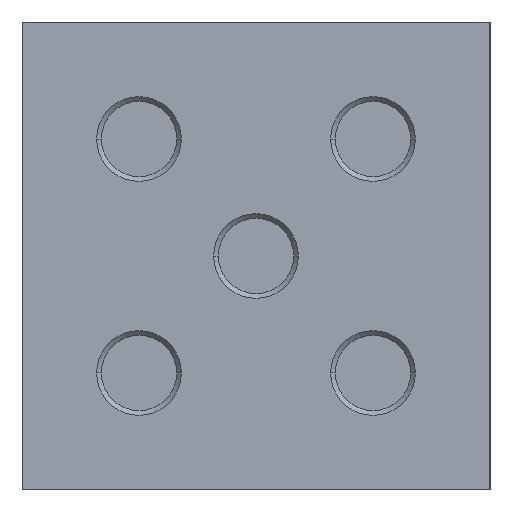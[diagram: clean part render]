
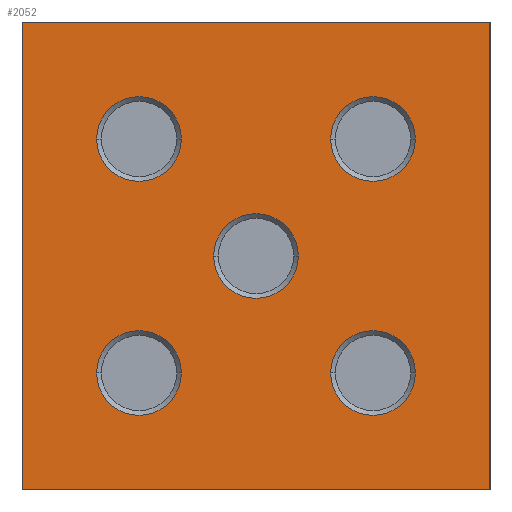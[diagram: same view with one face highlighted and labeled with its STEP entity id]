
A CAD part, left-side view. The second image highlights one B-rep face of the part: STEP entity #2052.
In plain terms, the highlighted planar face has unit normal (-1, 0, 0).
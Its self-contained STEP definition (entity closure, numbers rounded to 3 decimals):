
#2052=ADVANCED_FACE('',(#4785,#4786,#4787,#4788,#4789,#4790),#4791,.T.);
#4785=FACE_BOUND('',#8004,.T.);
#4786=FACE_BOUND('',#8005,.T.);
#4787=FACE_BOUND('',#8006,.T.);
#4788=FACE_BOUND('',#8007,.T.);
#4789=FACE_BOUND('',#8008,.T.);
#4790=FACE_OUTER_BOUND('',#8009,.T.);
#4791=PLANE('',#8010);
#8004=EDGE_LOOP('',(#14163,#14164));
#8005=EDGE_LOOP('',(#14165,#14166));
#8006=EDGE_LOOP('',(#14167,#14168));
#8007=EDGE_LOOP('',(#14169,#14170));
#8008=EDGE_LOOP('',(#14171,#14172));
#8009=EDGE_LOOP('',(#14173,#14174,#14175,#14176));
#8010=AXIS2_PLACEMENT_3D('',#14177,#14178,#14179);
#14163=ORIENTED_EDGE('',*,*,#19435,.F.);
#14164=ORIENTED_EDGE('',*,*,#20217,.F.);
#14165=ORIENTED_EDGE('',*,*,#19784,.F.);
#14166=ORIENTED_EDGE('',*,*,#17951,.F.);
#14167=ORIENTED_EDGE('',*,*,#20218,.F.);
#14168=ORIENTED_EDGE('',*,*,#20219,.F.);
#14169=ORIENTED_EDGE('',*,*,#18998,.F.);
#14170=ORIENTED_EDGE('',*,*,#20220,.F.);
#14171=ORIENTED_EDGE('',*,*,#18279,.F.);
#14172=ORIENTED_EDGE('',*,*,#18684,.F.);
#14173=ORIENTED_EDGE('',*,*,#19290,.T.);
#14174=ORIENTED_EDGE('',*,*,#18465,.T.);
#14175=ORIENTED_EDGE('',*,*,#19115,.T.);
#14176=ORIENTED_EDGE('',*,*,#18837,.F.);
#14177=CARTESIAN_POINT('',(-240.0,390.0,0.0));
#14178=DIRECTION('',(-1.0,0.0,0.0));
#14179=DIRECTION('',(0.0,0.0,1.0));
#17951=EDGE_CURVE('',#21326,#21328,#21329,.T.);
#18279=EDGE_CURVE('',#21894,#21890,#21896,.T.);
#18465=EDGE_CURVE('',#22198,#22195,#22199,.T.);
#18684=EDGE_CURVE('',#21890,#21894,#22583,.T.);
#18837=EDGE_CURVE('',#22834,#22829,#22836,.T.);
#18998=EDGE_CURVE('',#23093,#23091,#23095,.T.);
#19115=EDGE_CURVE('',#22195,#22829,#23256,.T.);
#19290=EDGE_CURVE('',#22834,#22198,#23525,.T.);
#19435=EDGE_CURVE('',#23744,#23742,#23746,.T.);
#19784=EDGE_CURVE('',#21328,#21326,#24187,.T.);
#20217=EDGE_CURVE('',#23742,#23744,#24710,.T.);
#20218=EDGE_CURVE('',#24711,#24712,#24713,.T.);
#20219=EDGE_CURVE('',#24712,#24711,#24714,.T.);
#20220=EDGE_CURVE('',#23091,#23093,#24715,.T.);
#21326=VERTEX_POINT('',#25939);
#21328=VERTEX_POINT('',#25942);
#21329=CIRCLE('',#25943,9.05);
#21890=VERTEX_POINT('',#26631);
#21894=VERTEX_POINT('',#26636);
#21896=CIRCLE('',#26639,9.05);
#22195=VERTEX_POINT('',#26996);
#22198=VERTEX_POINT('',#27000);
#22199=LINE('',#27001,#27002);
#22583=CIRCLE('',#27424,9.05);
#22829=VERTEX_POINT('',#27718);
#22834=VERTEX_POINT('',#27725);
#22836=LINE('',#27728,#27729);
#23091=VERTEX_POINT('',#28030);
#23093=VERTEX_POINT('',#28033);
#23095=CIRCLE('',#28036,9.05);
#23256=LINE('',#28243,#28244);
#23525=LINE('',#28559,#28560);
#23742=VERTEX_POINT('',#28804);
#23744=VERTEX_POINT('',#28807);
#23746=CIRCLE('',#28810,9.05);
#24187=CIRCLE('',#29391,9.05);
#24710=CIRCLE('',#30080,9.05);
#24711=VERTEX_POINT('',#30081);
#24712=VERTEX_POINT('',#30082);
#24713=CIRCLE('',#30083,9.05);
#24714=CIRCLE('',#30084,9.05);
#24715=CIRCLE('',#30085,9.05);
#25939=CARTESIAN_POINT('',(-240.0,361.05,50.0));
#25942=CARTESIAN_POINT('',(-240.0,342.95,50.0));
#25943=AXIS2_PLACEMENT_3D('',#31392,#31393,#31394);
#26631=CARTESIAN_POINT('',(-240.0,336.05,75.0));
#26636=CARTESIAN_POINT('',(-240.0,317.95,75.0));
#26639=AXIS2_PLACEMENT_3D('',#31917,#31918,#31919);
#26996=CARTESIAN_POINT('',(-240.0,302.0,100.0));
#27000=CARTESIAN_POINT('',(-240.0,302.0,0.0));
#27001=CARTESIAN_POINT('',(-240.0,302.0,0.0));
#27002=VECTOR('',#32249,1.0);
#27424=AXIS2_PLACEMENT_3D('',#32777,#32778,#32779);
#27718=CARTESIAN_POINT('',(-240.0,402.0,100.0));
#27725=CARTESIAN_POINT('',(-240.0,402.0,0.0));
#27728=CARTESIAN_POINT('',(-240.0,402.0,0.0));
#27729=VECTOR('',#33047,1.0);
#28030=CARTESIAN_POINT('',(-240.0,386.05,75.0));
#28033=CARTESIAN_POINT('',(-240.0,367.95,75.0));
#28036=AXIS2_PLACEMENT_3D('',#33351,#33352,#33353);
#28243=CARTESIAN_POINT('',(-240.0,390.0,100.0));
#28244=VECTOR('',#33523,1.0);
#28559=CARTESIAN_POINT('',(-240.0,314.0,0.0));
#28560=VECTOR('',#33876,1.0);
#28804=CARTESIAN_POINT('',(-240.0,386.05,25.0));
#28807=CARTESIAN_POINT('',(-240.0,367.95,25.0));
#28810=AXIS2_PLACEMENT_3D('',#34188,#34189,#34190);
#29391=AXIS2_PLACEMENT_3D('',#34652,#34653,#34654);
#30080=AXIS2_PLACEMENT_3D('',#35187,#35188,#35189);
#30081=CARTESIAN_POINT('',(-240.0,317.95,25.0));
#30082=CARTESIAN_POINT('',(-240.0,336.05,25.0));
#30083=AXIS2_PLACEMENT_3D('',#35190,#35191,#35192);
#30084=AXIS2_PLACEMENT_3D('',#35193,#35194,#35195);
#30085=AXIS2_PLACEMENT_3D('',#35196,#35197,#35198);
#31392=CARTESIAN_POINT('',(-240.0,352.0,50.0));
#31393=DIRECTION('',(-1.0,0.0,0.0));
#31394=DIRECTION('',(0.0,1.0,0.0));
#31917=CARTESIAN_POINT('',(-240.0,327.0,75.0));
#31918=DIRECTION('',(-1.0,0.0,0.0));
#31919=DIRECTION('',(0.0,1.0,0.0));
#32249=DIRECTION('',(0.0,0.0,1.0));
#32777=CARTESIAN_POINT('',(-240.0,327.0,75.0));
#32778=DIRECTION('',(-1.0,0.0,0.0));
#32779=DIRECTION('',(0.0,1.0,0.0));
#33047=DIRECTION('',(0.0,0.0,1.0));
#33351=CARTESIAN_POINT('',(-240.0,377.0,75.0));
#33352=DIRECTION('',(-1.0,0.0,0.0));
#33353=DIRECTION('',(0.0,1.0,0.0));
#33523=DIRECTION('',(0.0,1.0,0.0));
#33876=DIRECTION('',(0.0,-1.0,0.0));
#34188=CARTESIAN_POINT('',(-240.0,377.0,25.0));
#34189=DIRECTION('',(-1.0,0.0,0.0));
#34190=DIRECTION('',(0.0,1.0,0.0));
#34652=CARTESIAN_POINT('',(-240.0,352.0,50.0));
#34653=DIRECTION('',(-1.0,0.0,0.0));
#34654=DIRECTION('',(0.0,1.0,0.0));
#35187=CARTESIAN_POINT('',(-240.0,377.0,25.0));
#35188=DIRECTION('',(-1.0,0.0,0.0));
#35189=DIRECTION('',(0.0,1.0,0.0));
#35190=CARTESIAN_POINT('',(-240.0,327.0,25.0));
#35191=DIRECTION('',(-1.0,0.0,0.0));
#35192=DIRECTION('',(0.0,1.0,0.0));
#35193=CARTESIAN_POINT('',(-240.0,327.0,25.0));
#35194=DIRECTION('',(-1.0,0.0,0.0));
#35195=DIRECTION('',(0.0,1.0,0.0));
#35196=CARTESIAN_POINT('',(-240.0,377.0,75.0));
#35197=DIRECTION('',(-1.0,0.0,0.0));
#35198=DIRECTION('',(0.0,1.0,0.0));
